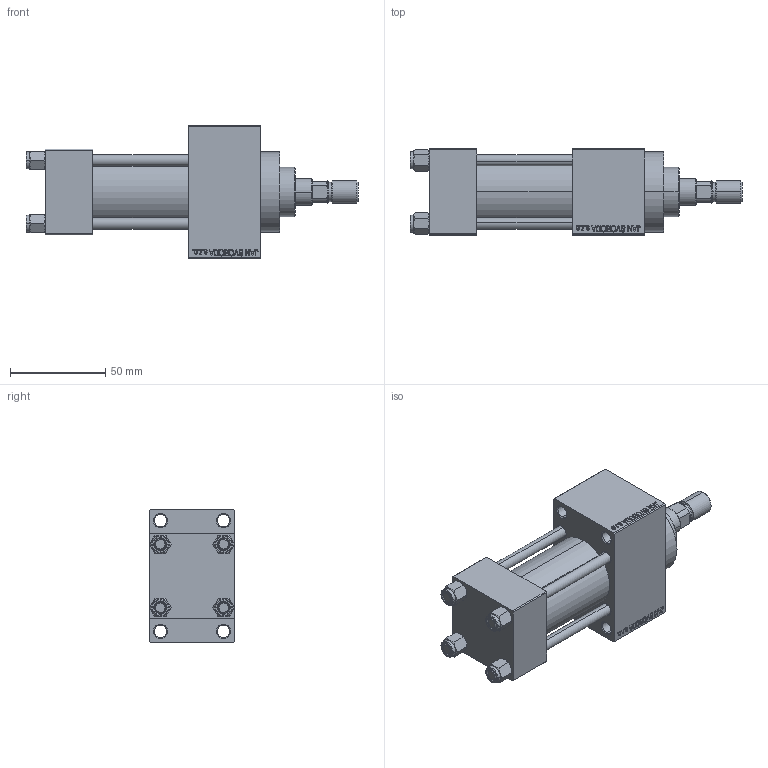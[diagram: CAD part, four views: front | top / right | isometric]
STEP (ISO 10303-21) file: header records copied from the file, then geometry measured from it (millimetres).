
FILE_DESCRIPTION (( 'STEP AP203' ), '1' );
FILE_NAME ('193a.STEP', '2022-04-16T08:02:39', ( '' ), ( '' ), 'SwSTEP 2.0', 'SolidWorks 2019', '' );
FILE_SCHEMA (( 'CONFIG_CONTROL_DESIGN' ));
Length unit declared in the file: millimetre
Products named in the file (7): V215_VC_A d971f657438c3ef708c90afecaf2a7dd; V215CR_D_TYCINKA d971f657438c3ef708c90afecaf2a7dd; NUT_M5_D d971f657438c3ef708c90afecaf2a7dd; V215CR_D_Body d971f657438c3ef708c90afecaf2a7dd; ROD_END_AH d971f657438c3ef708c90afecaf2a7dd; V215CR_VCP_D d971f657438c3ef708c90afecaf2a7dd; 193a
Assembly tree (12 placements, depth 2):
  193a
    V215CR_D_Body d971f657438c3ef708c90afecaf2a7dd
    V215CR_VCP_D d971f657438c3ef708c90afecaf2a7dd
    NUT_M5_D d971f657438c3ef708c90afecaf2a7dd  x4
    V215CR_D_TYCINKA d971f657438c3ef708c90afecaf2a7dd  x4
    V215_VC_A d971f657438c3ef708c90afecaf2a7dd
    ROD_END_AH d971f657438c3ef708c90afecaf2a7dd
Bounding box: 174 x 45 x 70 mm (x, y, z)
Volume: 233503.6 mm3; surface area: 75712.3 mm2
Topology: 12 solids, 12 shells, 1125 faces, 2786 edges, 1801 vertices
Faces by surface type: plane 502, bspline 368, cone 148, cylinder 97, torus 10
Entity records: 47821 total; most frequent: CARTESIAN_POINT 25140, ORIENTED_EDGE 5064, DIRECTION 3302, EDGE_CURVE 2532, VERTEX_POINT 1657, VECTOR 1516, LINE 1516, EDGE_LOOP 1141
